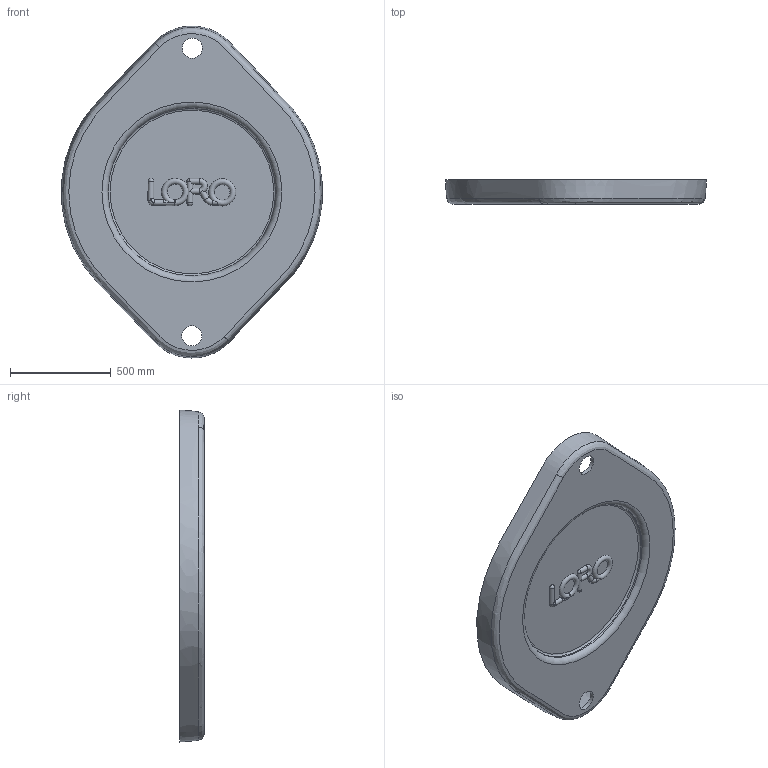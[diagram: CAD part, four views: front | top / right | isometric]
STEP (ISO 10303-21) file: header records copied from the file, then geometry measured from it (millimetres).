
FILE_DESCRIPTION(/* description */ (''),/* implementation_level */ '2;1');
FILE_NAME(/* name */ '55880.125X_3D.stp',/* time_stamp */ '2025-06-10T08:39:04+02:00',/* author */ ('N.Hausmann'),/* organization */ (''),/* preprocessor_version */ 'ST-DEVELOPER v20',/* originating_system */ 'AutoCAD Mechanical',/* authorisation */ '');
FILE_SCHEMA (('AUTOMOTIVE_DESIGN { 1 0 10303 214 3 1 1 }'));
Length unit declared in the file: centimetre
Products named in the file (2): Product; *S0
Assembly tree (1 placements, depth 2):
  Product
    *S0
Bounding box: 1296.77 x 120 x 1649.96 mm (x, y, z)
Volume: 38283281.8 mm3; surface area: 3929941.8 mm2
Topology: 1 solids, 1 shells, 46 faces, 120 edges, 79 vertices
Faces by surface type: plane 13, cylinder 12, torus 9, bspline 7, sphere 3, cone 2
Full cylindrical faces by diameter (mm): 100 x2
Entity records: 16292 total; most frequent: CARTESIAN_POINT 15131, ORIENTED_EDGE 238, DIRECTION 236, EDGE_CURVE 119, AXIS2_PLACEMENT_3D 104, VERTEX_POINT 79, CIRCLE 57, EDGE_LOOP 54
